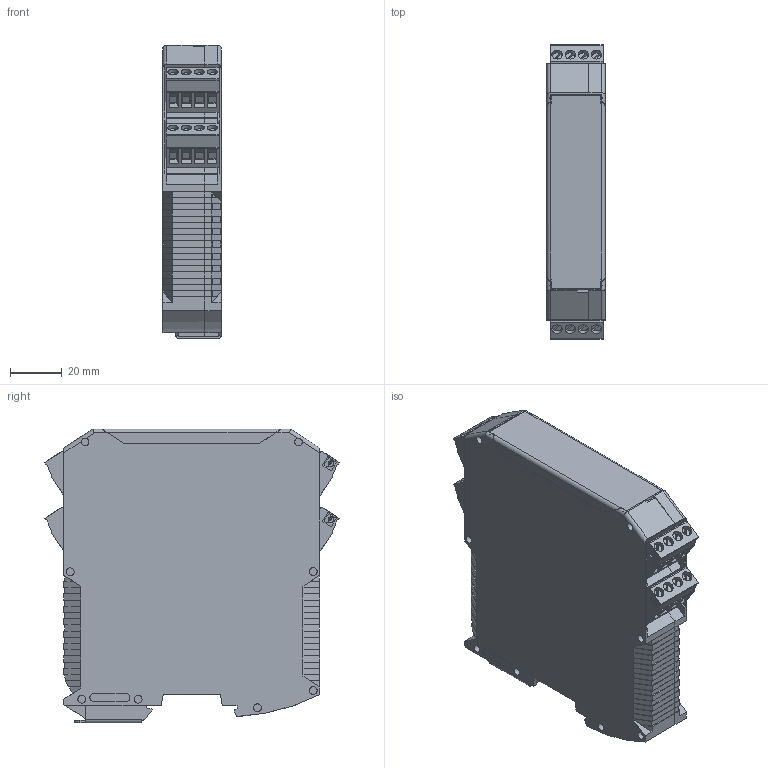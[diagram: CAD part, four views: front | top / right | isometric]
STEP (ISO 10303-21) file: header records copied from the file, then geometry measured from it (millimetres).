
FILE_DESCRIPTION (( 'STEP AP214' ), '1' );
FILE_NAME ('MOSAIC-MI8.STEP', '2018-09-06T15:14:30', ( '' ), ( '' ), 'SwSTEP 2.0', 'SolidWorks 2017', '' );
FILE_SCHEMA (( 'AUTOMOTIVE_DESIGN' ));
Length unit declared in the file: inch
Products named in the file (1): MOSAIC-MI8
Bounding box: 22.6 x 113.74 x 113.6 mm (x, y, z)
Volume: 58717.2 mm3; surface area: 73821.1 mm2
Topology: 9 solids, 9 shells, 1819 faces, 4705 edges, 3052 vertices
Faces by surface type: plane 1485, cylinder 299, bspline 34, cone 1
Full cylindrical faces by diameter (mm): 0.609 x4, 1.35 x2, 1.4 x12, 1.6 x1, 2.8 x13, 3 x21, 3.783 x16, 4 x16, 4.5 x1
Entity records: 54971 total; most frequent: CARTESIAN_POINT 10784, ORIENTED_EDGE 9192, DIRECTION 8689, EDGE_CURVE 4596, VECTOR 3791, LINE 3791, VERTEX_POINT 3032, AXIS2_PLACEMENT_3D 2449
